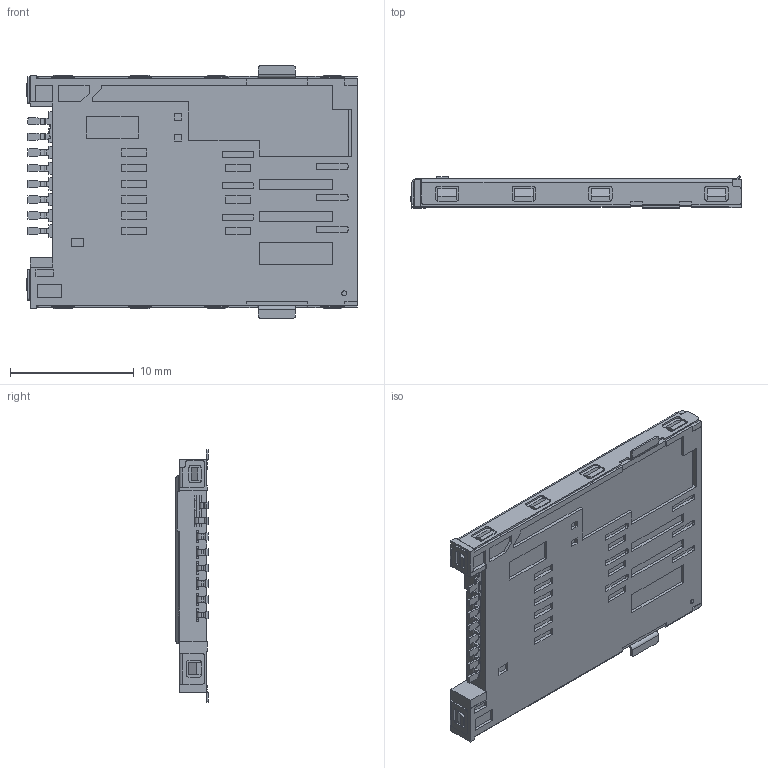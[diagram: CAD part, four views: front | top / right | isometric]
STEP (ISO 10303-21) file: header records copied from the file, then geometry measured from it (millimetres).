
FILE_DESCRIPTION (( 'STEP AP203' ), '1' );
FILE_NAME ('FMS006-2610-0(3D合致モデル).STEP', '2014-09-26T03:49:39', ( 'HP-Z400' ), ( 'Hewlett-Packard Company' ), 'SwSTEP 2.0', 'SolidWorks 2014', '' );
FILE_SCHEMA (( 'CONFIG_CONTROL_DESIGN' ));
Length unit declared in the file: millimetre
Products named in the file (1): FMS006-2610-0(3D合致モデル)
Bounding box: 26.75 x 2.6 x 20.4 mm (x, y, z)
Volume: 1016.1 mm3; surface area: 1459.9 mm2
Topology: 1 solids, 1 shells, 907 faces, 2537 edges, 1671 vertices
Faces by surface type: plane 646, cylinder 254, bspline 7
Entity records: 29198 total; most frequent: CARTESIAN_POINT 5291, ORIENTED_EDGE 5074, DIRECTION 4827, EDGE_CURVE 2537, VECTOR 2005, LINE 2005, VERTEX_POINT 1671, AXIS2_PLACEMENT_3D 1411
